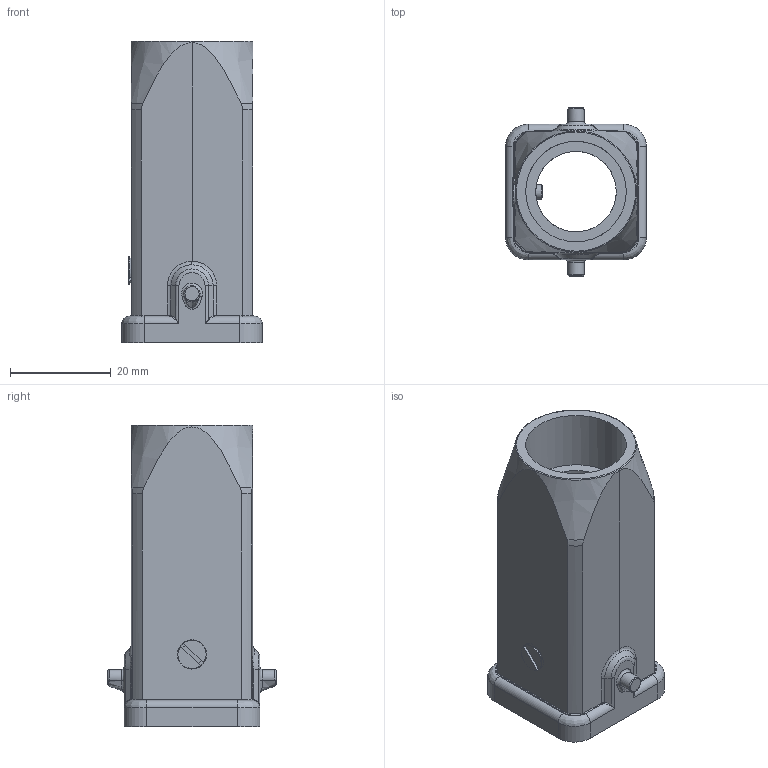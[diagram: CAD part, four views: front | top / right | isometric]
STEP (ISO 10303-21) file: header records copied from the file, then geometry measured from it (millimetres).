
FILE_DESCRIPTION(/* description */ (''),/* implementation_level */ '2;1');
FILE_NAME(/* name */ '100591931ugm000_b.stp',/* time_stamp */ '2017-10-27T13:33:14+02:00',/* author */ (''),/* organization */ (''),/* preprocessor_version */ 'ST-DEVELOPER v16',/* originating_system */ 'SIEMENS PLM Software NX 10.0',/* authorisation */ '');
FILE_SCHEMA (('AUTOMOTIVE_DESIGN { 1 0 10303 214 3 1 1 1 }'));
Length unit declared in the file: millimetre
Products named in the file (1): 100591931ugm000_b
Bounding box: 28 x 33.4 x 60 mm (x, y, z)
Volume: 9989.8 mm3; surface area: 11601.1 mm2
Topology: 2 solids, 2 shells, 378 faces, 1047 edges, 772 vertices
Faces by surface type: plane 144, bspline 139, cylinder 78, cone 11, revolution 4, extrusion 2
Full cylindrical faces by diameter (mm): 1.1 x1, 1.3 x1, 3 x1, 3.05 x1, 5.8 x1, 16 x1, 20 x1
Entity records: 18106 total; most frequent: CARTESIAN_POINT 8500, ORIENTED_EDGE 1850, DIRECTION 1406, EDGE_CURVE 925, VERTEX_POINT 586, VECTOR 472, LINE 470, AXIS2_PLACEMENT_3D 465
